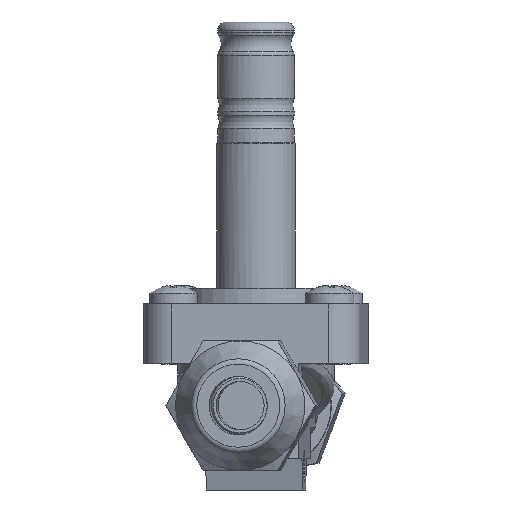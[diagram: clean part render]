
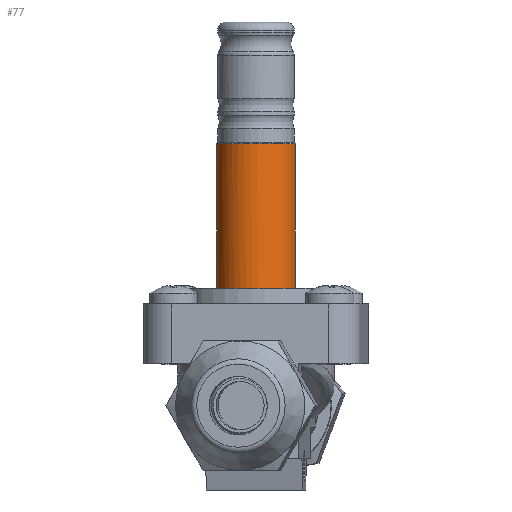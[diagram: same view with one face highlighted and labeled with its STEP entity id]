
A CAD part, front view. The second image highlights one B-rep face of the part: STEP entity #77.
In plain terms, the highlighted cylindrical face has radius 6.55 mm (diameter 13.1 mm), a full revolution.
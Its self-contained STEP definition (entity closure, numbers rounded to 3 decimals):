
#27=CARTESIAN_POINT('',(-17.052,-4.304,51.4));
#28=DIRECTION('',(0.,0.,-1.));
#29=DIRECTION('',(0.383,-0.924,0.));
#30=AXIS2_PLACEMENT_3D('',#27,#28,#29);
#31=CYLINDRICAL_SURFACE('',#30,6.55);
#32=CARTESIAN_POINT('',(-14.543,-10.354,56.9));
#33=VERTEX_POINT('',#32);
#34=CARTESIAN_POINT('',(-14.543,-10.354,80.9));
#35=VERTEX_POINT('',#34);
#36=CARTESIAN_POINT('',(-14.543,-10.354,56.9));
#37=DIRECTION('',(-0.,-0.,1.));
#38=VECTOR('',#37,24.);
#39=LINE('',#36,#38);
#40=EDGE_CURVE('',#33,#35,#39,.T.);
#41=ORIENTED_EDGE('',*,*,#40,.T.);
#42=CARTESIAN_POINT('',(-19.561,1.747,80.9));
#43=VERTEX_POINT('',#42);
#44=CARTESIAN_POINT('',(-17.052,-4.304,80.9));
#45=DIRECTION('',(0.,0.,-1.));
#46=DIRECTION('',(0.383,-0.924,0.));
#47=AXIS2_PLACEMENT_3D('',#44,#45,#46);
#48=CIRCLE('',#47,6.55);
#49=EDGE_CURVE('NONE',#35,#43,#48,.T.);
#50=ORIENTED_EDGE('',*,*,#49,.T.);
#51=CARTESIAN_POINT('',(-17.052,-4.304,80.9));
#52=DIRECTION('',(0.,0.,-1.));
#53=DIRECTION('',(0.383,-0.924,0.));
#54=AXIS2_PLACEMENT_3D('',#51,#52,#53);
#55=CIRCLE('',#54,6.55);
#56=EDGE_CURVE('NONE',#43,#35,#55,.T.);
#57=ORIENTED_EDGE('',*,*,#56,.T.);
#58=ORIENTED_EDGE('',*,*,#40,.F.);
#59=CARTESIAN_POINT('',(-23.602,-4.304,56.9));
#60=VERTEX_POINT('',#59);
#61=CARTESIAN_POINT('',(-17.052,-4.304,56.9));
#62=DIRECTION('',(-0.,-0.,1.));
#63=DIRECTION('',(-1.,0.,0.));
#64=AXIS2_PLACEMENT_3D('',#61,#62,#63);
#65=CIRCLE('',#64,6.55);
#66=EDGE_CURVE('NONE',#33,#60,#65,.T.);
#67=ORIENTED_EDGE('',*,*,#66,.T.);
#68=CARTESIAN_POINT('',(-17.052,-4.304,56.9));
#69=DIRECTION('',(-0.,-0.,1.));
#70=DIRECTION('',(-1.,0.,0.));
#71=AXIS2_PLACEMENT_3D('',#68,#69,#70);
#72=CIRCLE('',#71,6.55);
#73=EDGE_CURVE('NONE',#60,#33,#72,.T.);
#74=ORIENTED_EDGE('',*,*,#73,.T.);
#75=EDGE_LOOP('',(#41,#50,#57,#58,#67,#74));
#76=FACE_BOUND('',#75,.T.);
#77=ADVANCED_FACE('',(#76),#31,.T.);
